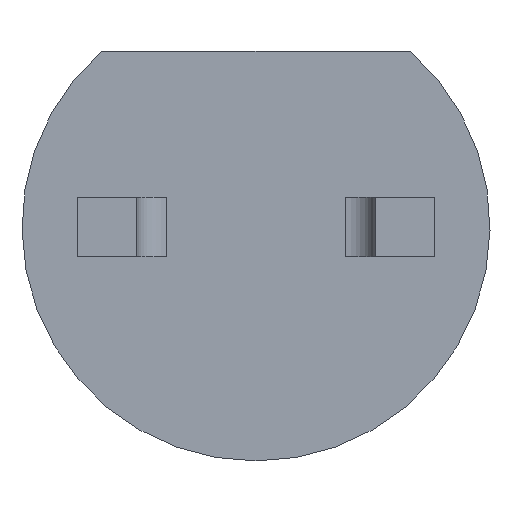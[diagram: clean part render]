
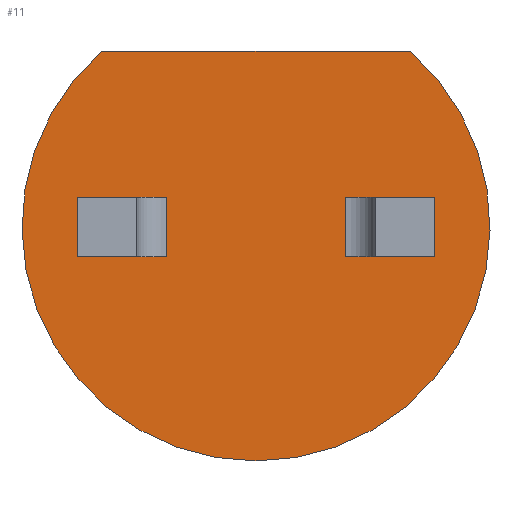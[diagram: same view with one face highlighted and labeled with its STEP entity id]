
A CAD part, front view. The second image highlights one B-rep face of the part: STEP entity #11.
In plain terms, the highlighted planar face has unit normal (0, -1, 0).
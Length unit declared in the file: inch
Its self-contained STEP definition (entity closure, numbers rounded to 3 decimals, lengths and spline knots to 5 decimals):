
#3 = FACE_BOUND ( 'NONE', #739, .T. ) ;
#11 = ADVANCED_FACE ( 'NONE', ( #420, #3, #107 ), #254, .F. ) ;
#24 = EDGE_CURVE ( 'NONE', #261, #470, #492, .T. ) ;
#69 = ORIENTED_EDGE ( 'NONE', *, *, #224, .F. ) ;
#73 = AXIS2_PLACEMENT_3D ( 'NONE', #720, #874, #424 ) ;
#83 = VERTEX_POINT ( 'NONE', #482 ) ;
#90 = CARTESIAN_POINT ( 'NONE',  ( -0.01, 0.015, 0.01 ) ) ;
#107 = FACE_BOUND ( 'NONE', #553, .T. ) ;
#124 = ORIENTED_EDGE ( 'NONE', *, *, #705, .F. ) ;
#126 = CARTESIAN_POINT ( 'NONE',  ( 0.05, 0.015, 0. ) ) ;
#135 = CARTESIAN_POINT ( 'NONE',  ( 0.05, 0.015, -0.01 ) ) ;
#137 = ORIENTED_EDGE ( 'NONE', *, *, #753, .F. ) ;
#143 = DIRECTION ( 'NONE',  ( 0., 0., 1. ) ) ;
#170 = CARTESIAN_POINT ( 'NONE',  ( 0.10178, 0.015, 0.059 ) ) ;
#189 = DIRECTION ( 'NONE',  ( 0., 1., 0. ) ) ;
#200 = VERTEX_POINT ( 'NONE', #417 ) ;
#224 = EDGE_CURVE ( 'NONE', #604, #200, #785, .T. ) ;
#254 = PLANE ( 'NONE',  #547 ) ;
#257 = ORIENTED_EDGE ( 'NONE', *, *, #778, .F. ) ;
#261 = VERTEX_POINT ( 'NONE', #485 ) ;
#263 = LINE ( 'NONE', #135, #549 ) ;
#266 = VERTEX_POINT ( 'NONE', #568 ) ;
#272 = CARTESIAN_POINT ( 'NONE',  ( -0.01, 0.015, 0.01 ) ) ;
#306 = AXIS2_PLACEMENT_3D ( 'NONE', #430, #357, #498 ) ;
#310 = DIRECTION ( 'NONE',  ( 1., 0., 0. ) ) ;
#311 = VERTEX_POINT ( 'NONE', #348 ) ;
#325 = ORIENTED_EDGE ( 'NONE', *, *, #737, .F. ) ;
#332 = VECTOR ( 'NONE', #637, 39.37008 ) ;
#336 = CARTESIAN_POINT ( 'NONE',  ( 0.08, 0.015, 0. ) ) ;
#348 = CARTESIAN_POINT ( 'NONE',  ( 0., 0.015, 0.01 ) ) ;
#356 = VERTEX_POINT ( 'NONE', #361 ) ;
#357 = DIRECTION ( 'NONE',  ( 0., 1., 0. ) ) ;
#360 = CARTESIAN_POINT ( 'NONE',  ( -0.00178, 0.015, 0.059 ) ) ;
#361 = CARTESIAN_POINT ( 'NONE',  ( 0.1, 0.015, -0.01 ) ) ;
#388 = VECTOR ( 'NONE', #833, 39.37008 ) ;
#396 = VECTOR ( 'NONE', #851, 39.37008 ) ;
#402 = DIRECTION ( 'NONE',  ( 1., 0., 0. ) ) ;
#409 = VECTOR ( 'NONE', #143, 39.37008 ) ;
#417 = CARTESIAN_POINT ( 'NONE',  ( 0.02, 0.015, 0.01 ) ) ;
#420 = FACE_OUTER_BOUND ( 'NONE', #816, .T. ) ;
#421 = VERTEX_POINT ( 'NONE', #170 ) ;
#424 = DIRECTION ( 'NONE',  ( 0., 0., -1. ) ) ;
#430 = CARTESIAN_POINT ( 'NONE',  ( 0.05, 0.015, 0. ) ) ;
#441 = LINE ( 'NONE', #822, #906 ) ;
#460 = LINE ( 'NONE', #543, #388 ) ;
#469 = CARTESIAN_POINT ( 'NONE',  ( 0.02, 0.015, -0.01 ) ) ;
#470 = VERTEX_POINT ( 'NONE', #799 ) ;
#482 = CARTESIAN_POINT ( 'NONE',  ( 0., 0.015, -0.01 ) ) ;
#485 = CARTESIAN_POINT ( 'NONE',  ( 0.08, 0.015, 0.01 ) ) ;
#492 = LINE ( 'NONE', #272, #630 ) ;
#493 = CARTESIAN_POINT ( 'NONE',  ( 0.02, 0.015, 0. ) ) ;
#497 = VECTOR ( 'NONE', #656, 39.37008 ) ;
#498 = DIRECTION ( 'NONE',  ( 0., 0., -1. ) ) ;
#504 = EDGE_CURVE ( 'NONE', #83, #604, #441, .T. ) ;
#515 = ORIENTED_EDGE ( 'NONE', *, *, #853, .T. ) ;
#531 = ORIENTED_EDGE ( 'NONE', *, *, #504, .F. ) ;
#543 = CARTESIAN_POINT ( 'NONE',  ( 0.05, 0.015, 0.059 ) ) ;
#547 = AXIS2_PLACEMENT_3D ( 'NONE', #126, #189, #690 ) ;
#548 = CIRCLE ( 'NONE', #73, 0.0785 ) ;
#549 = VECTOR ( 'NONE', #922, 39.37008 ) ;
#553 = EDGE_LOOP ( 'NONE', ( #531, #325, #515, #69 ) ) ;
#567 = CARTESIAN_POINT ( 'NONE',  ( 0.1, 0.015, 0. ) ) ;
#568 = CARTESIAN_POINT ( 'NONE',  ( 0.05, 0.015, -0.0785 ) ) ;
#569 = ORIENTED_EDGE ( 'NONE', *, *, #764, .F. ) ;
#604 = VERTEX_POINT ( 'NONE', #469 ) ;
#606 = EDGE_CURVE ( 'NONE', #912, #421, #460, .T. ) ;
#619 = VECTOR ( 'NONE', #847, 39.37008 ) ;
#622 = VERTEX_POINT ( 'NONE', #761 ) ;
#630 = VECTOR ( 'NONE', #402, 39.37008 ) ;
#637 = DIRECTION ( 'NONE',  ( 0., 0., -1. ) ) ;
#656 = DIRECTION ( 'NONE',  ( 1., 0., 0. ) ) ;
#682 = ORIENTED_EDGE ( 'NONE', *, *, #606, .F. ) ;
#683 = LINE ( 'NONE', #336, #332 ) ;
#690 = DIRECTION ( 'NONE',  ( 0., 0., 1. ) ) ;
#696 = ORIENTED_EDGE ( 'NONE', *, *, #24, .T. ) ;
#705 = EDGE_CURVE ( 'NONE', #261, #622, #683, .T. ) ;
#715 = CARTESIAN_POINT ( 'NONE',  ( 0., 0.015, 0. ) ) ;
#720 = CARTESIAN_POINT ( 'NONE',  ( 0.05, 0.015, 0. ) ) ;
#737 = EDGE_CURVE ( 'NONE', #311, #83, #840, .T. ) ;
#739 = EDGE_LOOP ( 'NONE', ( #124, #696, #569, #137 ) ) ;
#748 = LINE ( 'NONE', #567, #396 ) ;
#753 = EDGE_CURVE ( 'NONE', #622, #356, #263, .T. ) ;
#761 = CARTESIAN_POINT ( 'NONE',  ( 0.08, 0.015, -0.01 ) ) ;
#764 = EDGE_CURVE ( 'NONE', #356, #470, #748, .T. ) ;
#778 = EDGE_CURVE ( 'NONE', #266, #912, #548, .T. ) ;
#785 = LINE ( 'NONE', #493, #409 ) ;
#787 = ORIENTED_EDGE ( 'NONE', *, *, #873, .F. ) ;
#799 = CARTESIAN_POINT ( 'NONE',  ( 0.1, 0.015, 0.01 ) ) ;
#816 = EDGE_LOOP ( 'NONE', ( #787, #682, #257 ) ) ;
#822 = CARTESIAN_POINT ( 'NONE',  ( 0.05, 0.015, -0.01 ) ) ;
#833 = DIRECTION ( 'NONE',  ( 1., 0., 0. ) ) ;
#840 = LINE ( 'NONE', #715, #619 ) ;
#847 = DIRECTION ( 'NONE',  ( 0., 0., -1. ) ) ;
#851 = DIRECTION ( 'NONE',  ( 0., 0., 1. ) ) ;
#853 = EDGE_CURVE ( 'NONE', #311, #200, #868, .T. ) ;
#868 = LINE ( 'NONE', #90, #497 ) ;
#873 = EDGE_CURVE ( 'NONE', #421, #266, #893, .T. ) ;
#874 = DIRECTION ( 'NONE',  ( 0., 1., 0. ) ) ;
#893 = CIRCLE ( 'NONE', #306, 0.0785 ) ;
#906 = VECTOR ( 'NONE', #310, 39.37008 ) ;
#912 = VERTEX_POINT ( 'NONE', #360 ) ;
#922 = DIRECTION ( 'NONE',  ( 1., 0., 0. ) ) ;
